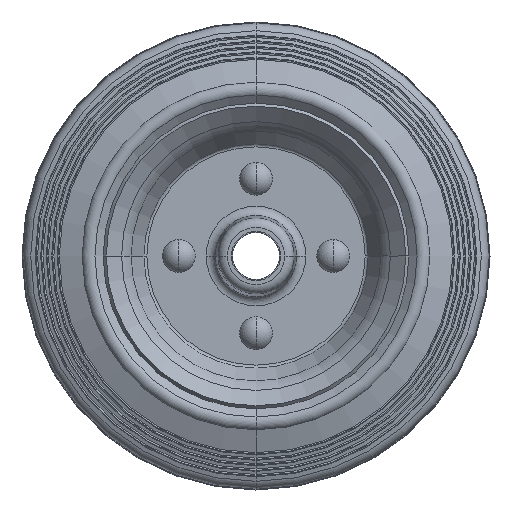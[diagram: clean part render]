
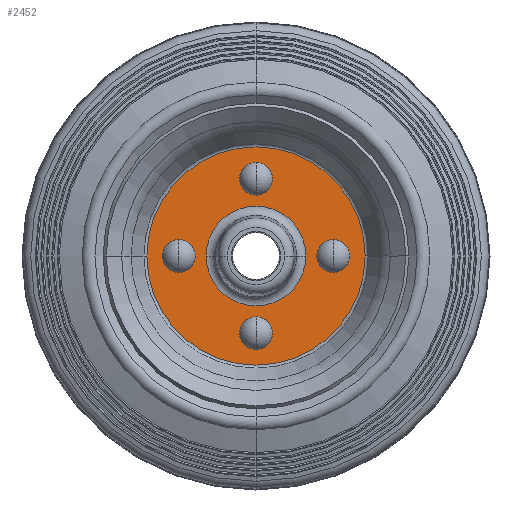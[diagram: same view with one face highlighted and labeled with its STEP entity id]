
A CAD part, left-side view. The second image highlights one B-rep face of the part: STEP entity #2452.
In plain terms, the highlighted planar face has unit normal (-1, 0, 0).
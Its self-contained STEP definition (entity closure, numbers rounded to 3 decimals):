
#19 = CIRCLE ( 'NONE', #9206, 4. ) ;
#102 = DIRECTION ( 'NONE',  ( 1., 0., 0. ) ) ;
#145 = EDGE_CURVE ( 'NONE', #1567, #3924, #11999, .T. ) ;
#147 = DIRECTION ( 'NONE',  ( 1., 0., 0. ) ) ;
#317 = DIRECTION ( 'NONE',  ( 1., 0., 0. ) ) ;
#810 = FACE_BOUND ( 'NONE', #5039, .T. ) ;
#878 = CIRCLE ( 'NONE', #3747, 4. ) ;
#880 = EDGE_CURVE ( 'NONE', #2317, #7537, #19, .T. ) ;
#1294 = CARTESIAN_POINT ( 'NONE',  ( -7.362, 0.558, 33. ) ) ;
#1364 = CARTESIAN_POINT ( 'NONE',  ( -7.362, 51.192, 0. ) ) ;
#1374 = ORIENTED_EDGE ( 'NONE', *, *, #12820, .T. ) ;
#1567 = VERTEX_POINT ( 'NONE', #4642 ) ;
#1760 = CARTESIAN_POINT ( 'NONE',  ( -7.362, 37.558, -4. ) ) ;
#2034 = CARTESIAN_POINT ( 'NONE',  ( -7.362, -16.733, 0. ) ) ;
#2314 = CARTESIAN_POINT ( 'NONE',  ( -7.362, -28.442, 0. ) ) ;
#2317 = VERTEX_POINT ( 'NONE', #1294 ) ;
#2353 = AXIS2_PLACEMENT_3D ( 'NONE', #6930, #15644, #8181 ) ;
#2395 = CARTESIAN_POINT ( 'NONE',  ( -7.362, 0.558, -33. ) ) ;
#2452 = ADVANCED_FACE ( 'NONE', ( #13611, #4111, #7016, #10311, #810, #13215 ), #8887, .F. ) ;
#2883 = ORIENTED_EDGE ( 'NONE', *, *, #9177, .T. ) ;
#2926 = VERTEX_POINT ( 'NONE', #9207 ) ;
#2952 = DIRECTION ( 'NONE',  ( 1., 0., 0. ) ) ;
#2974 = ORIENTED_EDGE ( 'NONE', *, *, #11002, .T. ) ;
#3196 = CARTESIAN_POINT ( 'NONE',  ( -7.362, 37.558, 0. ) ) ;
#3590 = DIRECTION ( 'NONE',  ( 0., 0., 1. ) ) ;
#3616 = CARTESIAN_POINT ( 'NONE',  ( -7.362, -28.442, 4. ) ) ;
#3747 = AXIS2_PLACEMENT_3D ( 'NONE', #3196, #11881, #4453 ) ;
#3834 = CARTESIAN_POINT ( 'NONE',  ( -7.362, 25.849, 0. ) ) ;
#3853 = AXIS2_PLACEMENT_3D ( 'NONE', #4504, #13162, #5758 ) ;
#3924 = VERTEX_POINT ( 'NONE', #1364 ) ;
#3929 = CIRCLE ( 'NONE', #11908, 21.291 ) ;
#4111 = FACE_BOUND ( 'NONE', #14168, .T. ) ;
#4252 = VERTEX_POINT ( 'NONE', #2395 ) ;
#4388 = CARTESIAN_POINT ( 'NONE',  ( -7.362, 8.558, 33. ) ) ;
#4396 = EDGE_CURVE ( 'NONE', #2926, #11690, #6563, .T. ) ;
#4453 = DIRECTION ( 'NONE',  ( 0., 0., -1. ) ) ;
#4484 = CIRCLE ( 'NONE', #8872, 4. ) ;
#4504 = CARTESIAN_POINT ( 'NONE',  ( -7.362, -28.442, 0. ) ) ;
#4642 = CARTESIAN_POINT ( 'NONE',  ( -7.362, -42.076, 0. ) ) ;
#4689 = CIRCLE ( 'NONE', #6174, 21.291 ) ;
#4891 = DIRECTION ( 'NONE',  ( -1., 0., 0. ) ) ;
#5039 = EDGE_LOOP ( 'NONE', ( #13499, #2974 ) ) ;
#5449 = ORIENTED_EDGE ( 'NONE', *, *, #13443, .T. ) ;
#5746 = VERTEX_POINT ( 'NONE', #7615 ) ;
#5758 = DIRECTION ( 'NONE',  ( 0., 0., 1. ) ) ;
#5759 = AXIS2_PLACEMENT_3D ( 'NONE', #14982, #12039, #11982 ) ;
#6110 = CIRCLE ( 'NONE', #11466, 46.634 ) ;
#6174 = AXIS2_PLACEMENT_3D ( 'NONE', #7760, #317, #9026 ) ;
#6183 = CARTESIAN_POINT ( 'NONE',  ( -7.362, 4.558, 0. ) ) ;
#6199 = EDGE_CURVE ( 'NONE', #3924, #1567, #6110, .T. ) ;
#6444 = ORIENTED_EDGE ( 'NONE', *, *, #880, .T. ) ;
#6505 = CARTESIAN_POINT ( 'NONE',  ( -7.362, 4.558, -47.5 ) ) ;
#6563 = CIRCLE ( 'NONE', #13492, 4. ) ;
#6770 = CARTESIAN_POINT ( 'NONE',  ( -7.362, 4.558, -33. ) ) ;
#6810 = EDGE_CURVE ( 'NONE', #14796, #14623, #3929, .T. ) ;
#6891 = ORIENTED_EDGE ( 'NONE', *, *, #4396, .T. ) ;
#6930 = CARTESIAN_POINT ( 'NONE',  ( -7.362, 4.558, -33. ) ) ;
#7016 = FACE_BOUND ( 'NONE', #7341, .T. ) ;
#7341 = EDGE_LOOP ( 'NONE', ( #11000, #2883 ) ) ;
#7433 = DIRECTION ( 'NONE',  ( 0., -1., 0. ) ) ;
#7489 = AXIS2_PLACEMENT_3D ( 'NONE', #6770, #15471, #8031 ) ;
#7537 = VERTEX_POINT ( 'NONE', #4388 ) ;
#7548 = DIRECTION ( 'NONE',  ( 0., 1., 0. ) ) ;
#7575 = EDGE_CURVE ( 'NONE', #15128, #4252, #8531, .T. ) ;
#7601 = CARTESIAN_POINT ( 'NONE',  ( -7.362, 37.558, 0. ) ) ;
#7615 = CARTESIAN_POINT ( 'NONE',  ( -7.362, -28.442, -4. ) ) ;
#7751 = DIRECTION ( 'NONE',  ( 0., -1., 0. ) ) ;
#7760 = CARTESIAN_POINT ( 'NONE',  ( -7.362, 4.558, 0. ) ) ;
#7939 = EDGE_LOOP ( 'NONE', ( #8233, #13415 ) ) ;
#8031 = DIRECTION ( 'NONE',  ( 0., -1., 0. ) ) ;
#8181 = DIRECTION ( 'NONE',  ( 0., -1., 0. ) ) ;
#8233 = ORIENTED_EDGE ( 'NONE', *, *, #9097, .T. ) ;
#8531 = CIRCLE ( 'NONE', #2353, 4. ) ;
#8794 = CARTESIAN_POINT ( 'NONE',  ( -7.362, 4.558, 33. ) ) ;
#8840 = DIRECTION ( 'NONE',  ( 0., 0., -1. ) ) ;
#8872 = AXIS2_PLACEMENT_3D ( 'NONE', #2314, #11010, #3590 ) ;
#8887 = PLANE ( 'NONE',  #10051 ) ;
#8903 = ORIENTED_EDGE ( 'NONE', *, *, #145, .T. ) ;
#9026 = DIRECTION ( 'NONE',  ( 0., -1., 0. ) ) ;
#9097 = EDGE_CURVE ( 'NONE', #4252, #15128, #10881, .T. ) ;
#9141 = CIRCLE ( 'NONE', #3853, 4. ) ;
#9177 = EDGE_CURVE ( 'NONE', #5746, #14886, #9141, .T. ) ;
#9206 = AXIS2_PLACEMENT_3D ( 'NONE', #8794, #102, #7548 ) ;
#9207 = CARTESIAN_POINT ( 'NONE',  ( -7.362, 37.558, 4. ) ) ;
#9256 = ORIENTED_EDGE ( 'NONE', *, *, #6199, .T. ) ;
#10051 = AXIS2_PLACEMENT_3D ( 'NONE', #6505, #15193, #7751 ) ;
#10311 = FACE_BOUND ( 'NONE', #7939, .T. ) ;
#10385 = CARTESIAN_POINT ( 'NONE',  ( -7.362, 4.558, 33. ) ) ;
#10799 = AXIS2_PLACEMENT_3D ( 'NONE', #10385, #2952, #11630 ) ;
#10881 = CIRCLE ( 'NONE', #7489, 4. ) ;
#11000 = ORIENTED_EDGE ( 'NONE', *, *, #11375, .T. ) ;
#11002 = EDGE_CURVE ( 'NONE', #14623, #14796, #4689, .T. ) ;
#11010 = DIRECTION ( 'NONE',  ( 1., 0., 0. ) ) ;
#11375 = EDGE_CURVE ( 'NONE', #14886, #5746, #4484, .T. ) ;
#11466 = AXIS2_PLACEMENT_3D ( 'NONE', #12341, #4891, #13568 ) ;
#11630 = DIRECTION ( 'NONE',  ( 0., 1., 0. ) ) ;
#11690 = VERTEX_POINT ( 'NONE', #1760 ) ;
#11751 = CIRCLE ( 'NONE', #10799, 4. ) ;
#11881 = DIRECTION ( 'NONE',  ( 1., 0., 0. ) ) ;
#11908 = AXIS2_PLACEMENT_3D ( 'NONE', #6183, #14857, #7433 ) ;
#11982 = DIRECTION ( 'NONE',  ( 0., -1., 0. ) ) ;
#11999 = CIRCLE ( 'NONE', #5759, 46.634 ) ;
#12039 = DIRECTION ( 'NONE',  ( -1., 0., 0. ) ) ;
#12124 = EDGE_LOOP ( 'NONE', ( #8903, #9256 ) ) ;
#12341 = CARTESIAN_POINT ( 'NONE',  ( -7.362, 4.558, 0. ) ) ;
#12618 = EDGE_LOOP ( 'NONE', ( #5449, #6891 ) ) ;
#12721 = CARTESIAN_POINT ( 'NONE',  ( -7.362, 8.558, -33. ) ) ;
#12820 = EDGE_CURVE ( 'NONE', #7537, #2317, #11751, .T. ) ;
#13162 = DIRECTION ( 'NONE',  ( 1., 0., 0. ) ) ;
#13215 = FACE_OUTER_BOUND ( 'NONE', #12124, .T. ) ;
#13415 = ORIENTED_EDGE ( 'NONE', *, *, #7575, .T. ) ;
#13443 = EDGE_CURVE ( 'NONE', #11690, #2926, #878, .T. ) ;
#13492 = AXIS2_PLACEMENT_3D ( 'NONE', #7601, #147, #8840 ) ;
#13499 = ORIENTED_EDGE ( 'NONE', *, *, #6810, .T. ) ;
#13568 = DIRECTION ( 'NONE',  ( 0., -1., 0. ) ) ;
#13611 = FACE_BOUND ( 'NONE', #12618, .T. ) ;
#14168 = EDGE_LOOP ( 'NONE', ( #1374, #6444 ) ) ;
#14623 = VERTEX_POINT ( 'NONE', #3834 ) ;
#14796 = VERTEX_POINT ( 'NONE', #2034 ) ;
#14857 = DIRECTION ( 'NONE',  ( 1., 0., 0. ) ) ;
#14886 = VERTEX_POINT ( 'NONE', #3616 ) ;
#14982 = CARTESIAN_POINT ( 'NONE',  ( -7.362, 4.558, 0. ) ) ;
#15128 = VERTEX_POINT ( 'NONE', #12721 ) ;
#15193 = DIRECTION ( 'NONE',  ( 1., 0., 0. ) ) ;
#15471 = DIRECTION ( 'NONE',  ( 1., 0., 0. ) ) ;
#15644 = DIRECTION ( 'NONE',  ( 1., 0., 0. ) ) ;
